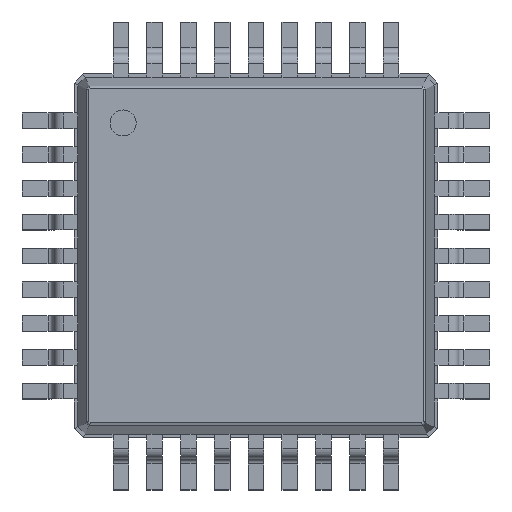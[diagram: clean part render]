
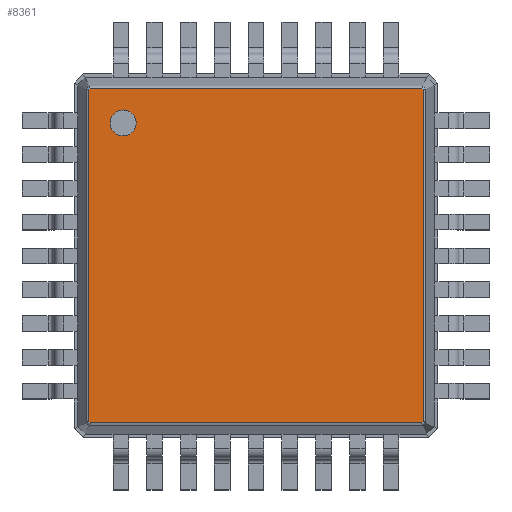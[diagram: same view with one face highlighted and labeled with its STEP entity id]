
A CAD part, top view. The second image highlights one B-rep face of the part: STEP entity #8361.
In plain terms, the highlighted planar face has unit normal (0, 0, 1).
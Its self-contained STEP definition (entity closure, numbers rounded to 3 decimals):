
#4030 = VERTEX_POINT('',#4031);
#4031 = CARTESIAN_POINT('',(-3.214,-3.186,1.8));
#4321 = EDGE_CURVE('',#4030,#4322,#4324,.T.);
#4322 = VERTEX_POINT('',#4323);
#4323 = CARTESIAN_POINT('',(-3.214,3.186,1.8));
#4324 = B_SPLINE_CURVE_WITH_KNOTS('',2,(#4325,#4326,#4327,#4328,#4329),
.UNSPECIFIED.,.F.,.F.,(3,1,1,3),(-0.354,-0.04,
6.445,6.759),.UNSPECIFIED.);
#4325 = CARTESIAN_POINT('',(-3.214,-3.557,1.8));
#4326 = CARTESIAN_POINT('',(-3.214,-3.4,1.8));
#4327 = CARTESIAN_POINT('',(-3.214,0.,1.8));
#4328 = CARTESIAN_POINT('',(-3.214,3.4,1.8));
#4329 = CARTESIAN_POINT('',(-3.214,3.557,1.8));
#7715 = EDGE_CURVE('',#4322,#7716,#7718,.T.);
#7716 = VERTEX_POINT('',#7717);
#7717 = CARTESIAN_POINT('',(-3.186,3.214,1.8));
#7718 = B_SPLINE_CURVE_WITH_KNOTS('',2,(#7719,#7720,#7721,#7722,#7723),
.UNSPECIFIED.,.F.,.F.,(3,1,1,3),(-0.16,-0.04,
0.114,0.234),.UNSPECIFIED.);
#7719 = CARTESIAN_POINT('',(-3.34,3.061,1.8));
#7720 = CARTESIAN_POINT('',(-3.297,3.104,1.8));
#7721 = CARTESIAN_POINT('',(-3.2,3.2,1.8));
#7722 = CARTESIAN_POINT('',(-3.104,3.297,1.8));
#7723 = CARTESIAN_POINT('',(-3.061,3.34,1.8));
#8039 = VERTEX_POINT('',#8040);
#8040 = CARTESIAN_POINT('',(-3.186,-3.214,1.8));
#8336 = EDGE_CURVE('',#8039,#4030,#8337,.T.);
#8337 = B_SPLINE_CURVE_WITH_KNOTS('',2,(#8338,#8339,#8340,#8341,#8342),
.UNSPECIFIED.,.F.,.F.,(3,1,1,3),(-0.16,-0.04,
0.114,0.234),.UNSPECIFIED.);
#8338 = CARTESIAN_POINT('',(-3.061,-3.34,1.8));
#8339 = CARTESIAN_POINT('',(-3.104,-3.297,1.8));
#8340 = CARTESIAN_POINT('',(-3.2,-3.2,1.8));
#8341 = CARTESIAN_POINT('',(-3.297,-3.104,1.8));
#8342 = CARTESIAN_POINT('',(-3.34,-3.061,1.8));
#8361 = ADVANCED_FACE('',(#8362,#8415),#8426,.T.);
#8362 = FACE_BOUND('',#8363,.T.);
#8363 = EDGE_LOOP('',(#8364,#8374,#8384,#8394,#8404,#8412,#8413,#8414));
#8364 = ORIENTED_EDGE('',*,*,#8365,.F.);
#8365 = EDGE_CURVE('',#8366,#8039,#8368,.T.);
#8366 = VERTEX_POINT('',#8367);
#8367 = CARTESIAN_POINT('',(3.186,-3.214,1.8));
#8368 = B_SPLINE_CURVE_WITH_KNOTS('',2,(#8369,#8370,#8371,#8372,#8373),
.UNSPECIFIED.,.F.,.F.,(3,1,1,3),(-0.354,-0.04,
6.445,6.759),.UNSPECIFIED.);
#8369 = CARTESIAN_POINT('',(3.557,-3.214,1.8));
#8370 = CARTESIAN_POINT('',(3.4,-3.214,1.8));
#8371 = CARTESIAN_POINT('',(0.,-3.214,1.8));
#8372 = CARTESIAN_POINT('',(-3.4,-3.214,1.8));
#8373 = CARTESIAN_POINT('',(-3.557,-3.214,1.8));
#8374 = ORIENTED_EDGE('',*,*,#8375,.F.);
#8375 = EDGE_CURVE('',#8376,#8366,#8378,.T.);
#8376 = VERTEX_POINT('',#8377);
#8377 = CARTESIAN_POINT('',(3.214,-3.186,1.8));
#8378 = B_SPLINE_CURVE_WITH_KNOTS('',2,(#8379,#8380,#8381,#8382,#8383),
.UNSPECIFIED.,.F.,.F.,(3,1,1,3),(-0.16,-0.04,
0.114,0.234),.UNSPECIFIED.);
#8379 = CARTESIAN_POINT('',(3.34,-3.061,1.8));
#8380 = CARTESIAN_POINT('',(3.297,-3.104,1.8));
#8381 = CARTESIAN_POINT('',(3.2,-3.2,1.8));
#8382 = CARTESIAN_POINT('',(3.104,-3.297,1.8));
#8383 = CARTESIAN_POINT('',(3.061,-3.34,1.8));
#8384 = ORIENTED_EDGE('',*,*,#8385,.F.);
#8385 = EDGE_CURVE('',#8386,#8376,#8388,.T.);
#8386 = VERTEX_POINT('',#8387);
#8387 = CARTESIAN_POINT('',(3.214,3.186,1.8));
#8388 = B_SPLINE_CURVE_WITH_KNOTS('',2,(#8389,#8390,#8391,#8392,#8393),
.UNSPECIFIED.,.F.,.F.,(3,1,1,3),(-0.354,-0.04,
6.445,6.759),.UNSPECIFIED.);
#8389 = CARTESIAN_POINT('',(3.214,3.557,1.8));
#8390 = CARTESIAN_POINT('',(3.214,3.4,1.8));
#8391 = CARTESIAN_POINT('',(3.214,0.,1.8));
#8392 = CARTESIAN_POINT('',(3.214,-3.4,1.8));
#8393 = CARTESIAN_POINT('',(3.214,-3.557,1.8));
#8394 = ORIENTED_EDGE('',*,*,#8395,.F.);
#8395 = EDGE_CURVE('',#8396,#8386,#8398,.T.);
#8396 = VERTEX_POINT('',#8397);
#8397 = CARTESIAN_POINT('',(3.186,3.214,1.8));
#8398 = B_SPLINE_CURVE_WITH_KNOTS('',2,(#8399,#8400,#8401,#8402,#8403),
.UNSPECIFIED.,.F.,.F.,(3,1,1,3),(-0.16,-0.04,
0.114,0.234),.UNSPECIFIED.);
#8399 = CARTESIAN_POINT('',(3.061,3.34,1.8));
#8400 = CARTESIAN_POINT('',(3.104,3.297,1.8));
#8401 = CARTESIAN_POINT('',(3.2,3.2,1.8));
#8402 = CARTESIAN_POINT('',(3.297,3.104,1.8));
#8403 = CARTESIAN_POINT('',(3.34,3.061,1.8));
#8404 = ORIENTED_EDGE('',*,*,#8405,.F.);
#8405 = EDGE_CURVE('',#7716,#8396,#8406,.T.);
#8406 = B_SPLINE_CURVE_WITH_KNOTS('',2,(#8407,#8408,#8409,#8410,#8411),
.UNSPECIFIED.,.F.,.F.,(3,1,1,3),(-0.354,-0.04,
6.445,6.759),.UNSPECIFIED.);
#8407 = CARTESIAN_POINT('',(-3.557,3.214,1.8));
#8408 = CARTESIAN_POINT('',(-3.4,3.214,1.8));
#8409 = CARTESIAN_POINT('',(0.,3.214,1.8));
#8410 = CARTESIAN_POINT('',(3.4,3.214,1.8));
#8411 = CARTESIAN_POINT('',(3.557,3.214,1.8));
#8412 = ORIENTED_EDGE('',*,*,#7715,.F.);
#8413 = ORIENTED_EDGE('',*,*,#4321,.F.);
#8414 = ORIENTED_EDGE('',*,*,#8336,.F.);
#8415 = FACE_BOUND('',#8416,.T.);
#8416 = EDGE_LOOP('',(#8417));
#8417 = ORIENTED_EDGE('',*,*,#8418,.F.);
#8418 = EDGE_CURVE('',#8419,#8419,#8421,.T.);
#8419 = VERTEX_POINT('',#8420);
#8420 = CARTESIAN_POINT('',(-2.555,2.305,1.8));
#8421 = CIRCLE('',#8422,0.25);
#8422 = AXIS2_PLACEMENT_3D('',#8423,#8424,#8425);
#8423 = CARTESIAN_POINT('',(-2.555,2.555,1.8));
#8424 = DIRECTION('',(0.,0.,1.));
#8425 = DIRECTION('',(0.,-1.,0.));
#8426 = PLANE('',#8427);
#8427 = AXIS2_PLACEMENT_3D('',#8428,#8429,#8430);
#8428 = CARTESIAN_POINT('',(-3.202,3.255,1.8));
#8429 = DIRECTION('',(0.,0.,1.));
#8430 = DIRECTION('',(0.701,-0.713,0.));
